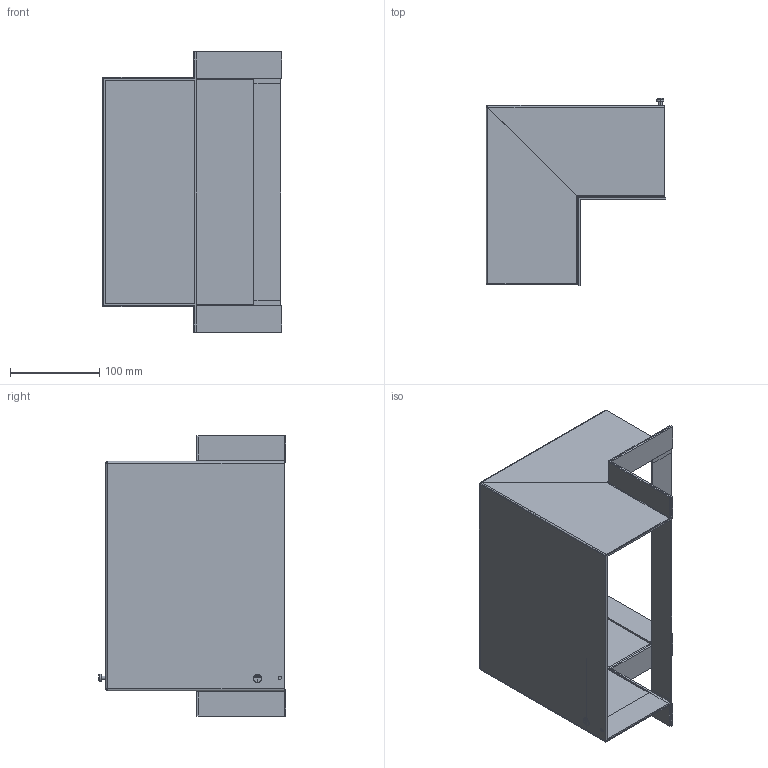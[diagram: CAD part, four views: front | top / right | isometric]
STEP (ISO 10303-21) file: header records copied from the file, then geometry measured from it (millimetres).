
FILE_DESCRIPTION (( 'STEP AP214' ), '1' );
FILE_NAME ('7216420.stp', '2017-05-18T12:12:17', ( '' ), ( '' ), 'SwSTEP 2.0', 'SolidWorks 2016', '' );
FILE_SCHEMA (( 'AUTOMOTIVE_DESIGN' ));
Length unit declared in the file: millimetre
Products named in the file (8): 35104466_Standard; P_39438010_1_205 x 252 90� f�r BSKM-AE 1025; P_39438010_1_102x102; P_7215423T1_1_f〉 BSKM100250 AE Wand kompremiert ; P_7215423T2_1_F〉 BSKM-AE kompremiert; P_7215423T1_1_F〉 BSKM100250 OT kompremiert; 040799_Standard; 7216420
Assembly tree (11 placements, depth 2):
  7216420
    040799_Standard
    P_7215423T1_1_F〉 BSKM100250 OT kompremiert  x2
    P_7215423T2_1_F〉 BSKM-AE kompremiert  x2
    P_7215423T1_1_f〉 BSKM100250 AE Wand kompremiert   x2
    P_39438010_1_102x102  x2
    P_39438010_1_205 x 252 90� f�r BSKM-AE 1025
    35104466_Standard
Bounding box: 201.4 x 209.48 x 314 mm (x, y, z)
Volume: 460886.3 mm3; surface area: 614503.2 mm2
Topology: 11 solids, 11 shells, 234 faces, 526 edges, 320 vertices
Faces by surface type: plane 186, cylinder 36, bspline 10, cone 2
Entity records: 6260 total; most frequent: CARTESIAN_POINT 1432, ORIENTED_EDGE 872, DIRECTION 838, EDGE_CURVE 436, LINE 330, VECTOR 330, VERTEX_POINT 260, AXIS2_PLACEMENT_3D 254
